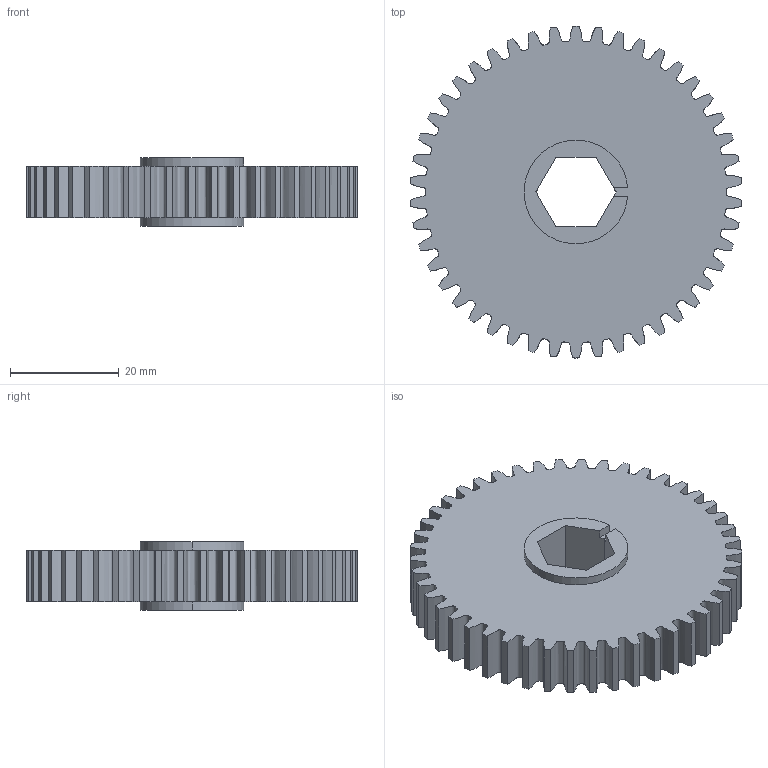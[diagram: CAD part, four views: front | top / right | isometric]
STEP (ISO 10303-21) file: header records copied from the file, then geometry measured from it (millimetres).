
FILE_DESCRIPTION (( 'STEP AP214' ), '1' );
FILE_NAME ('WCP-0714 Rev1.step', '2022-11-24T01:48:52', ( '' ), ( '' ), 'SwSTEP 2.0', 'SolidWorks 2020', '' );
FILE_SCHEMA (( 'AUTOMOTIVE_DESIGN' ));
Length unit declared in the file: inch
Products named in the file (1): WCP-0714 Rev1
Bounding box: 60.88 x 60.96 x 12.65 mm (x, y, z)
Volume: 25307.1 mm3; surface area: 9338.2 mm2
Topology: 1 solids, 1 shells, 108 faces, 315 edges, 210 vertices
Faces by surface type: cylinder 50, bspline 46, plane 12
Entity records: 17351 total; most frequent: CARTESIAN_POINT 14664, ORIENTED_EDGE 630, DIRECTION 449, EDGE_CURVE 315, VERTEX_POINT 210, AXIS2_PLACEMENT_3D 163, LINE 123, VECTOR 123
